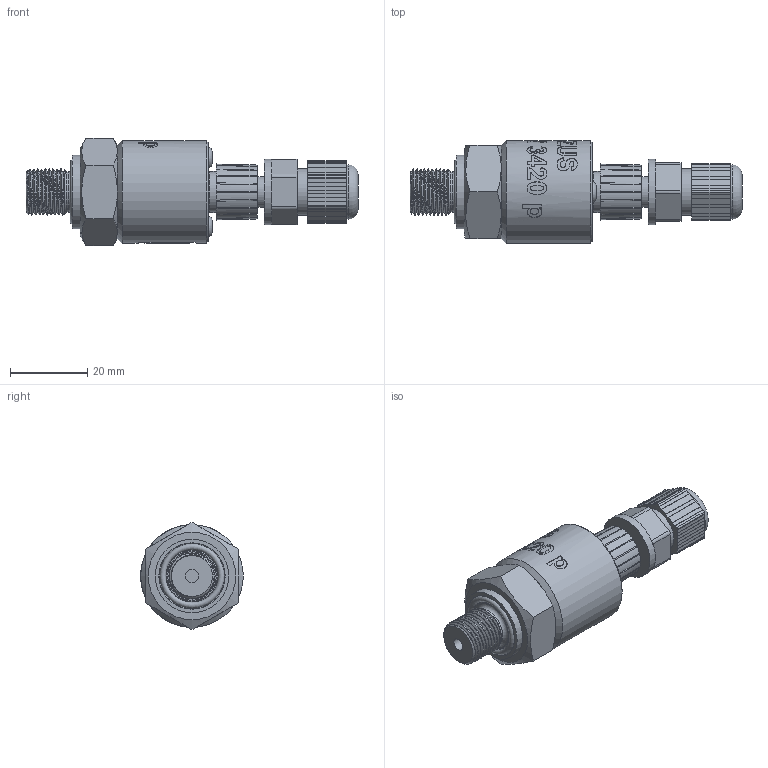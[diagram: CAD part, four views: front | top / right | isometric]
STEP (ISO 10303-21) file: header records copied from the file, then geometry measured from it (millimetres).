
FILE_DESCRIPTION(/* description */ (''),/* implementation_level */ '2;1');
FILE_NAME(/* name */ 'ASZ3420p_3_M12x1-straigh.step',/* time_stamp */ '2021-07-19T16:44:13+03:00',/* author */ (''),/* organization */ (''),/* preprocessor_version */ 'ST-DEVELOPER v18.1',/* originating_system */ 'Autodesk Translation Framework v10.9.0.1377',/* authorisation */ '');
FILE_SCHEMA (('AUTOMOTIVE_DESIGN { 1 0 10303 214 3 1 1 }'));
Length unit declared in the file: millimetre
Products named in the file (4): АСЗ 3420(3410) p - filled; M12x1 DIN; РП30-27.100.000.060 v9; M12x1 female straight v9
Assembly tree (3 placements, depth 2):
  АСЗ 3420(3410) p - filled
    M12x1 DIN
    РП30-27.100.000.060 v9
    M12x1 female straight v9
Bounding box: 85.74 x 26.5 x 27.71 mm (x, y, z)
Volume: 24365.4 mm3; surface area: 9856.2 mm2
Topology: 4 solids, 7 shells, 741 faces, 2004 edges, 1327 vertices
Faces by surface type: bspline 361, plane 237, cylinder 97, cone 32, torus 14
Full cylindrical faces by diameter (mm): 1 x8, 3.3 x1, 4.34 x2, 5.4 x2, 7.3 x1, 8 x3, 8.2 x1, 10.293 x1, 10.5 x1, 10.6 x2, 10.741 x14, 11.884 x12, 12 x1, 13.5 x1, 14 x1, 16.7 x1, 17 x1, 19 x1, 26.5 x1
Entity records: 32591 total; most frequent: CARTESIAN_POINT 16262, ORIENTED_EDGE 4008, DIRECTION 2235, EDGE_CURVE 2004, VERTEX_POINT 1327, LINE 929, VECTOR 929, EDGE_LOOP 797
